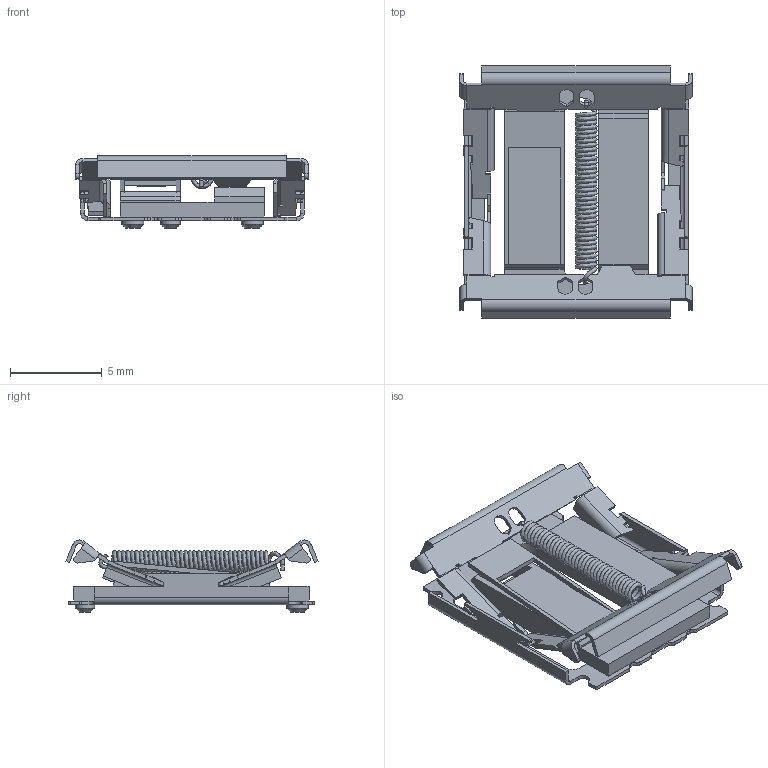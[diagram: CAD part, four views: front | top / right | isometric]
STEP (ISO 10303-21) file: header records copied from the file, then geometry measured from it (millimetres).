
FILE_DESCRIPTION(/* description */ (''),/* implementation_level */ '2;1');
FILE_NAME(/* name */ 'ulp switch model v8.step',/* time_stamp */ '2023-07-21T00:42:40+02:00',/* author */ (''),/* organization */ (''),/* preprocessor_version */ 'ST-DEVELOPER v19.2',/* originating_system */ 'Autodesk Translation Framework v12.6.0.85',/* authorisation */ '');
FILE_SCHEMA (('AUTOMOTIVE_DESIGN { 1 0 10303 214 3 1 1 }'));
Length unit declared in the file: millimetre
Products named in the file (6): ulp switch model; Component1; Component2; Component3; Component4; Component5
Assembly tree (6 placements, depth 2):
  ulp switch model
    Component1  x2
    Component2
    Component3
    Component4
    Component5
Bounding box: 12.7 x 13.76 x 3.93 mm (x, y, z)
Volume: 95.2 mm3; surface area: 839.9 mm2
Topology: 8 solids, 8 shells, 562 faces, 1448 edges, 904 vertices
Faces by surface type: plane 409, cylinder 138, bspline 12, cone 3
Full cylindrical faces by diameter (mm): 1.05 x2, 1.2 x4
Entity records: 17384 total; most frequent: CARTESIAN_POINT 6534, ORIENTED_EDGE 2236, DIRECTION 2197, EDGE_CURVE 1118, LINE 863, VECTOR 863, VERTEX_POINT 701, AXIS2_PLACEMENT_3D 667
